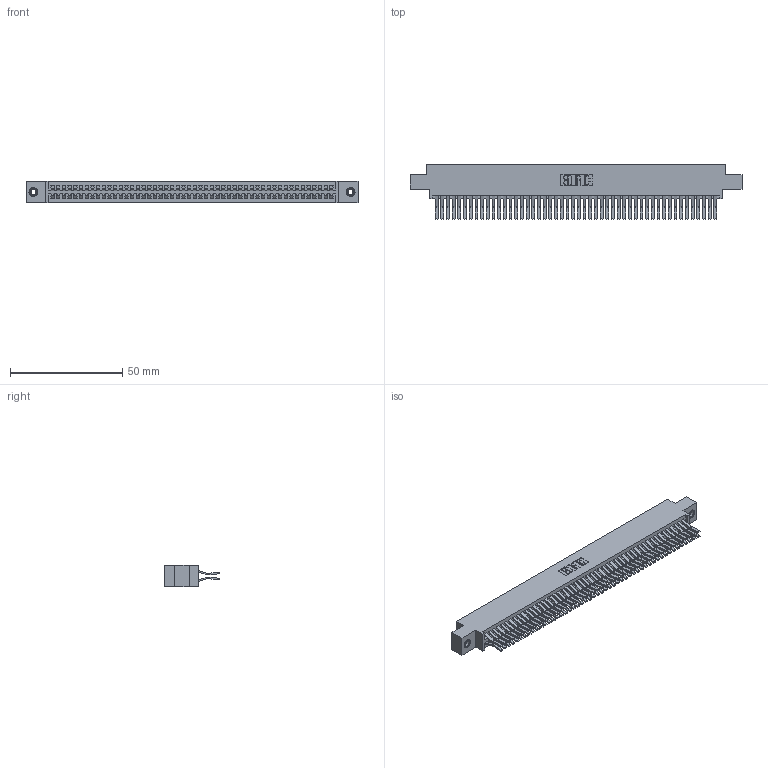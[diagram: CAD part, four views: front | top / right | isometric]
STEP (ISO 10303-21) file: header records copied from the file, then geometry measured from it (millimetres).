
FILE_DESCRIPTION (( 'STEP AP203' ), '1' );
FILE_NAME ('345-100-560-808.STEP', '2019-11-03T06:24:49', ( '' ), ( '' ), 'SwSTEP 2.0', 'SolidWorks 2016', '' );
FILE_SCHEMA (( 'CONFIG_CONTROL_DESIGN' ));
Length unit declared in the file: inch
Products named in the file (4): 345-292-001_560 Tail; 345-250-001_345-250-003-102; 345-100-560-808; 345 Part_0.170 Offset - 0.156 Dia-TI
Assembly tree (103 placements, depth 2):
  345-100-560-808
    345 Part_0.170 Offset - 0.156 Dia-TI
    345-292-001_560 Tail  x100
    345-250-001_345-250-003-102  x2
Bounding box: 148.21 x 24.45 x 9.4 mm (x, y, z)
Volume: 15007 mm3; surface area: 24180.5 mm2
Topology: 103 solids, 103 shells, 5390 faces, 15989 edges, 10518 vertices
Faces by surface type: plane 3416, cylinder 1958, cone 12, torus 4
Entity records: 39560 total; most frequent: CARTESIAN_POINT 6607, ORIENTED_EDGE 6534, DIRECTION 5845, EDGE_CURVE 3267, LINE 2911, VECTOR 2911, VERTEX_POINT 2172, AXIS2_PLACEMENT_3D 1467
